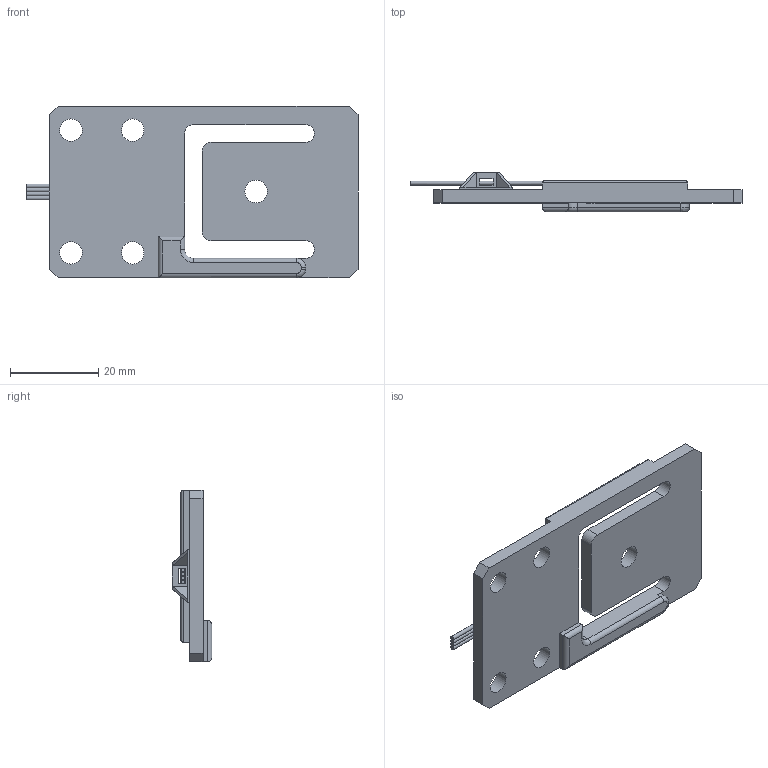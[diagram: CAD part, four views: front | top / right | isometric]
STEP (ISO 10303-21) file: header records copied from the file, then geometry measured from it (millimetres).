
FILE_DESCRIPTION(/* description */ (''),/* implementation_level */ '2;1');
FILE_NAME(/* name */ '202UA-7.5kg v1.step',/* time_stamp */ '2020-01-21T14:23:21-08:00',/* author */ (''),/* organization */ (''),/* preprocessor_version */ 'ST-DEVELOPER v18',/* originating_system */ 'Autodesk Translation Framework v8.12.0.6',/* authorisation */ '');
FILE_SCHEMA (('AUTOMOTIVE_DESIGN { 1 0 10303 214 3 1 1 }'));
Length unit declared in the file: millimetre
Products named in the file (1): 202UA-7.5kg
Bounding box: 75.3 x 9 x 39 mm (x, y, z)
Volume: 8136.4 mm3; surface area: 6889.8 mm2
Topology: 1 solids, 1 shells, 107 faces, 310 edges, 196 vertices
Faces by surface type: plane 73, cylinder 29, torus 3, bspline 2
Full cylindrical faces by diameter (mm): 0.9 x4, 5.1 x5
Entity records: 3593 total; most frequent: CARTESIAN_POINT 639, ORIENTED_EDGE 620, DIRECTION 606, EDGE_CURVE 310, LINE 224, VECTOR 224, VERTEX_POINT 196, AXIS2_PLACEMENT_3D 191
